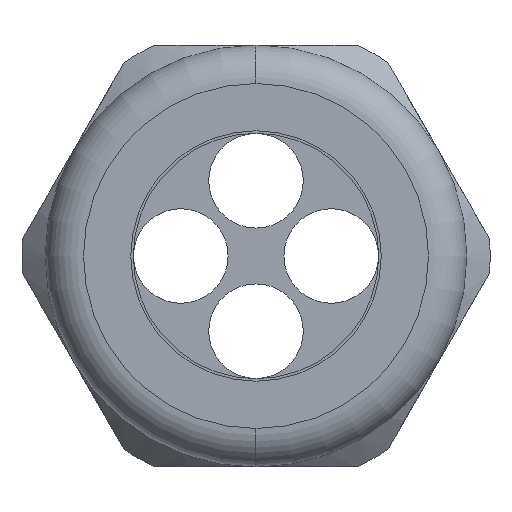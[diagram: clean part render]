
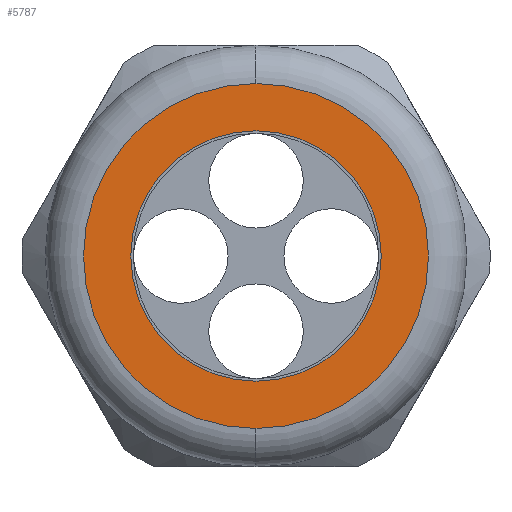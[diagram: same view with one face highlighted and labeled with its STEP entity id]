
A CAD part, left-side view. The second image highlights one B-rep face of the part: STEP entity #5787.
In plain terms, the highlighted planar face has unit normal (-1, 0, 0).
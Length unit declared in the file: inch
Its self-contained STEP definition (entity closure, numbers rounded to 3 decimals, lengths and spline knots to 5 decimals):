
#396 = CARTESIAN_POINT ( 'NONE',  ( -1.84, 0., 0.675 ) ) ;
#397 = DIRECTION ( 'NONE',  ( 0., 0., 1. ) ) ;
#398 = DIRECTION ( 'NONE',  ( -1., 0., 0. ) ) ;
#399 = CARTESIAN_POINT ( 'NONE',  ( -1.84, 0., 0. ) ) ;
#400 = AXIS2_PLACEMENT_3D ( 'NONE', #399, #398, #397 ) ;
#401 = CIRCLE ( 'NONE', #400, 0.675 ) ;
#402 = CARTESIAN_POINT ( 'NONE',  ( -1.84, 0., -0.675 ) ) ;
#564 = CARTESIAN_POINT ( 'NONE',  ( -1.84, 0., -0.49 ) ) ;
#565 = CARTESIAN_POINT ( 'NONE',  ( -1.84, 0., 0.49 ) ) ;
#566 = DIRECTION ( 'NONE',  ( 0., 0., -1. ) ) ;
#567 = DIRECTION ( 'NONE',  ( 1., 0., 0. ) ) ;
#568 = AXIS2_PLACEMENT_3D ( 'NONE', #574, #567, #566 ) ;
#569 = CIRCLE ( 'NONE', #568, 0.49 ) ;
#574 = CARTESIAN_POINT ( 'NONE',  ( -1.84, 0., 0. ) ) ;
#2308 = CARTESIAN_POINT ( 'NONE',  ( -1.84, 0., 0. ) ) ;
#2309 = AXIS2_PLACEMENT_3D ( 'NONE', #2308, #2368, #2367 ) ;
#2310 = CIRCLE ( 'NONE', #2309, 0.675 ) ;
#2311 = DIRECTION ( 'NONE',  ( 0., 0., 1. ) ) ;
#2312 = DIRECTION ( 'NONE',  ( -1., 0., 0. ) ) ;
#2313 = CARTESIAN_POINT ( 'NONE',  ( -1.84, 0.825, 0. ) ) ;
#2314 = AXIS2_PLACEMENT_3D ( 'NONE', #2313, #2312, #2311 ) ;
#2315 = PLANE ( 'NONE',  #2314 ) ;
#2316 = FACE_BOUND ( 'NONE', #5792, .T. ) ;
#2317 = FACE_OUTER_BOUND ( 'NONE', #5788, .T. ) ;
#2362 = DIRECTION ( 'NONE',  ( 0., 0., -1. ) ) ;
#2363 = DIRECTION ( 'NONE',  ( 1., 0., 0. ) ) ;
#2364 = CARTESIAN_POINT ( 'NONE',  ( -1.84, 0., 0. ) ) ;
#2365 = AXIS2_PLACEMENT_3D ( 'NONE', #2364, #2363, #2362 ) ;
#2366 = CIRCLE ( 'NONE', #2365, 0.49 ) ;
#2367 = DIRECTION ( 'NONE',  ( 0., 0., 1. ) ) ;
#2368 = DIRECTION ( 'NONE',  ( -1., 0., 0. ) ) ;
#4822 = VERTEX_POINT ( 'NONE', #402 ) ;
#4824 = EDGE_CURVE ( 'NONE', #4825, #4822, #401, .T. ) ;
#4825 = VERTEX_POINT ( 'NONE', #396 ) ;
#4896 = EDGE_CURVE ( 'NONE', #4897, #4898, #569, .T. ) ;
#4897 = VERTEX_POINT ( 'NONE', #565 ) ;
#4898 = VERTEX_POINT ( 'NONE', #564 ) ;
#5787 = ADVANCED_FACE ( 'NONE', ( #2317, #2316 ), #2315, .T. ) ;
#5788 = EDGE_LOOP ( 'NONE', ( #5789, #5790 ) ) ;
#5789 = ORIENTED_EDGE ( 'NONE', *, *, #4824, .T. ) ;
#5790 = ORIENTED_EDGE ( 'NONE', *, *, #5791, .T. ) ;
#5791 = EDGE_CURVE ( 'NONE', #4822, #4825, #2310, .T. ) ;
#5792 = EDGE_LOOP ( 'NONE', ( #5793, #5795 ) ) ;
#5793 = ORIENTED_EDGE ( 'NONE', *, *, #5794, .T. ) ;
#5794 = EDGE_CURVE ( 'NONE', #4898, #4897, #2366, .T. ) ;
#5795 = ORIENTED_EDGE ( 'NONE', *, *, #4896, .T. ) ;
